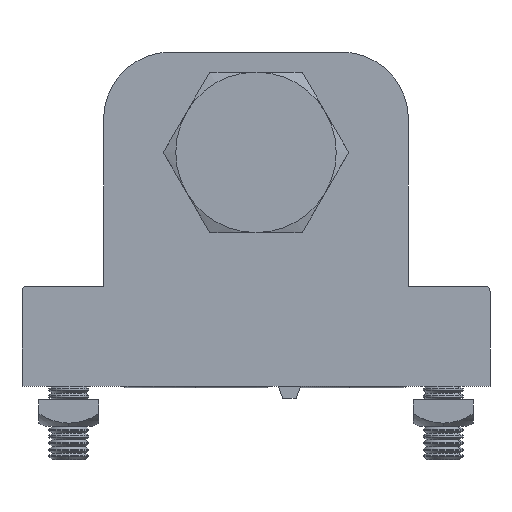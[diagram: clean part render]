
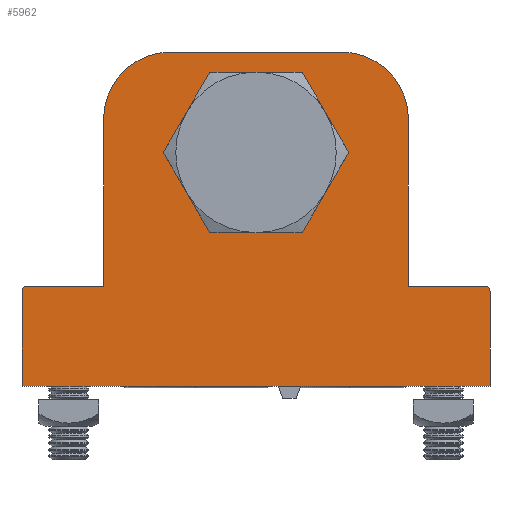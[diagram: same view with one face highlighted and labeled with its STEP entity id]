
A CAD part, left-side view. The second image highlights one B-rep face of the part: STEP entity #5962.
In plain terms, the highlighted planar face has unit normal (-1, 0, 0).
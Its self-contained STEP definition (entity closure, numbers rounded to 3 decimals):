
#26 = ORIENTED_EDGE ( 'NONE', *, *, #4748, .F. ) ;
#84 = AXIS2_PLACEMENT_3D ( 'NONE', #13319, #7228, #3907 ) ;
#388 = FACE_BOUND ( 'NONE', #16753, .T. ) ;
#518 = CARTESIAN_POINT ( 'NONE',  ( -25., 0., -50. ) ) ;
#580 = CARTESIAN_POINT ( 'NONE',  ( -25., 47.8, -10. ) ) ;
#649 = AXIS2_PLACEMENT_3D ( 'NONE', #6673, #14427, #14555 ) ;
#911 = CARTESIAN_POINT ( 'NONE',  ( -25., 70., -35.8 ) ) ;
#986 = ORIENTED_EDGE ( 'NONE', *, *, #10522, .T. ) ;
#1056 = CARTESIAN_POINT ( 'NONE',  ( -25., 12.2, -35. ) ) ;
#1607 = LINE ( 'NONE', #3520, #6292 ) ;
#1968 = DIRECTION ( 'NONE',  ( 0., 1., 0. ) ) ;
#2151 = CARTESIAN_POINT ( 'NONE',  ( -25., 57.8, 5.34 ) ) ;
#2223 = VERTEX_POINT ( 'NONE', #911 ) ;
#2295 = CARTESIAN_POINT ( 'NONE',  ( -25., 0., -35.8 ) ) ;
#2625 = VECTOR ( 'NONE', #16590, 1000. ) ;
#2929 = DIRECTION ( 'NONE',  ( 0., 0., 1. ) ) ;
#3066 = CARTESIAN_POINT ( 'NONE',  ( -25., 70., 0. ) ) ;
#3140 = AXIS2_PLACEMENT_3D ( 'NONE', #580, #11562, #13158 ) ;
#3177 = ORIENTED_EDGE ( 'NONE', *, *, #4462, .T. ) ;
#3247 = CIRCLE ( 'NONE', #649, 0.8 ) ;
#3311 = DIRECTION ( 'NONE',  ( 1., 0., 0. ) ) ;
#3338 = ORIENTED_EDGE ( 'NONE', *, *, #17800, .T. ) ;
#3379 = CARTESIAN_POINT ( 'NONE',  ( -25., 57.8, -10. ) ) ;
#3390 = VERTEX_POINT ( 'NONE', #14360 ) ;
#3520 = CARTESIAN_POINT ( 'NONE',  ( -25., 57.8, -35. ) ) ;
#3541 = CARTESIAN_POINT ( 'NONE',  ( -25., 69.2, -35. ) ) ;
#3555 = DIRECTION ( 'NONE',  ( 0., 1., 0. ) ) ;
#3665 = VERTEX_POINT ( 'NONE', #2295 ) ;
#3712 = CARTESIAN_POINT ( 'NONE',  ( -25., 45.5, -15. ) ) ;
#3806 = ORIENTED_EDGE ( 'NONE', *, *, #14087, .T. ) ;
#3907 = DIRECTION ( 'NONE',  ( 0., 0., 1. ) ) ;
#4062 = LINE ( 'NONE', #16098, #9011 ) ;
#4379 = VECTOR ( 'NONE', #7049, 1000. ) ;
#4462 = EDGE_CURVE ( 'NONE', #5434, #15122, #12716, .T. ) ;
#4533 = CARTESIAN_POINT ( 'NONE',  ( -25., 22.2, -10. ) ) ;
#4580 = CIRCLE ( 'NONE', #3140, 10. ) ;
#4623 = VERTEX_POINT ( 'NONE', #3379 ) ;
#4637 = ORIENTED_EDGE ( 'NONE', *, *, #18716, .T. ) ;
#4748 = EDGE_CURVE ( 'NONE', #3665, #9970, #14293, .T. ) ;
#5405 = ORIENTED_EDGE ( 'NONE', *, *, #13255, .T. ) ;
#5434 = VERTEX_POINT ( 'NONE', #3712 ) ;
#5682 = VECTOR ( 'NONE', #1968, 1000. ) ;
#5715 = CARTESIAN_POINT ( 'NONE',  ( -25., 12.2, -35. ) ) ;
#5951 = EDGE_CURVE ( 'NONE', #10999, #4623, #4580, .T. ) ;
#5962 = ADVANCED_FACE ( 'NONE', ( #12925, #388 ), #19325, .F. ) ;
#6054 = CARTESIAN_POINT ( 'NONE',  ( -25., 12.2, 4.062 ) ) ;
#6072 = CARTESIAN_POINT ( 'NONE',  ( -25., 0., -50. ) ) ;
#6091 = CIRCLE ( 'NONE', #84, 0.8 ) ;
#6196 = DIRECTION ( 'NONE',  ( 0., 0., 1. ) ) ;
#6231 = VERTEX_POINT ( 'NONE', #1056 ) ;
#6292 = VECTOR ( 'NONE', #13055, 1000. ) ;
#6483 = ORIENTED_EDGE ( 'NONE', *, *, #14364, .F. ) ;
#6673 = CARTESIAN_POINT ( 'NONE',  ( -25., 0.8, -35.8 ) ) ;
#6959 = CARTESIAN_POINT ( 'NONE',  ( -25., 0., 0. ) ) ;
#7049 = DIRECTION ( 'NONE',  ( 0., 1., 0. ) ) ;
#7228 = DIRECTION ( 'NONE',  ( -1., 0., 0. ) ) ;
#7243 = CIRCLE ( 'NONE', #11894, 10. ) ;
#7327 = AXIS2_PLACEMENT_3D ( 'NONE', #16773, #18373, #2929 ) ;
#7897 = DIRECTION ( 'NONE',  ( 0., 0., -1. ) ) ;
#8591 = CIRCLE ( 'NONE', #7327, 10.5 ) ;
#8753 = EDGE_CURVE ( 'NONE', #3390, #6231, #19670, .T. ) ;
#8814 = EDGE_CURVE ( 'NONE', #15122, #5434, #8591, .T. ) ;
#8900 = CARTESIAN_POINT ( 'NONE',  ( -25., 47.8, 0. ) ) ;
#9011 = VECTOR ( 'NONE', #3555, 1000. ) ;
#9663 = VERTEX_POINT ( 'NONE', #3541 ) ;
#9876 = LINE ( 'NONE', #518, #5682 ) ;
#9970 = VERTEX_POINT ( 'NONE', #6072 ) ;
#10121 = ORIENTED_EDGE ( 'NONE', *, *, #5951, .T. ) ;
#10522 = EDGE_CURVE ( 'NONE', #9663, #2223, #6091, .T. ) ;
#10767 = VERTEX_POINT ( 'NONE', #16813 ) ;
#10827 = CARTESIAN_POINT ( 'NONE',  ( -25., 24.5, -15. ) ) ;
#10999 = VERTEX_POINT ( 'NONE', #8900 ) ;
#11041 = ORIENTED_EDGE ( 'NONE', *, *, #19112, .T. ) ;
#11111 = VERTEX_POINT ( 'NONE', #15614 ) ;
#11434 = CARTESIAN_POINT ( 'NONE',  ( -25., 0., 0. ) ) ;
#11562 = DIRECTION ( 'NONE',  ( -1., 0., 0. ) ) ;
#11614 = VERTEX_POINT ( 'NONE', #16847 ) ;
#11894 = AXIS2_PLACEMENT_3D ( 'NONE', #4533, #20267, #6196 ) ;
#12083 = LINE ( 'NONE', #6054, #16515 ) ;
#12188 = EDGE_CURVE ( 'NONE', #3665, #3390, #3247, .T. ) ;
#12716 = CIRCLE ( 'NONE', #15714, 10.5 ) ;
#12925 = FACE_OUTER_BOUND ( 'NONE', #16197, .T. ) ;
#13055 = DIRECTION ( 'NONE',  ( 0., 1., 0. ) ) ;
#13158 = DIRECTION ( 'NONE',  ( 0., 0., 1. ) ) ;
#13255 = EDGE_CURVE ( 'NONE', #10767, #10999, #4062, .T. ) ;
#13319 = CARTESIAN_POINT ( 'NONE',  ( -25., 69.2, -35.8 ) ) ;
#13346 = VERTEX_POINT ( 'NONE', #19127 ) ;
#14083 = AXIS2_PLACEMENT_3D ( 'NONE', #11434, #16243, #19530 ) ;
#14087 = EDGE_CURVE ( 'NONE', #6231, #13346, #12083, .T. ) ;
#14293 = LINE ( 'NONE', #6959, #15992 ) ;
#14360 = CARTESIAN_POINT ( 'NONE',  ( -25., 0.8, -35. ) ) ;
#14364 = EDGE_CURVE ( 'NONE', #9970, #11614, #9876, .T. ) ;
#14427 = DIRECTION ( 'NONE',  ( -1., 0., 0. ) ) ;
#14555 = DIRECTION ( 'NONE',  ( 0., 0., 1. ) ) ;
#14961 = DIRECTION ( 'NONE',  ( 0., 0., -1. ) ) ;
#14981 = ORIENTED_EDGE ( 'NONE', *, *, #8753, .T. ) ;
#15122 = VERTEX_POINT ( 'NONE', #10827 ) ;
#15590 = DIRECTION ( 'NONE',  ( 0., 0., 1. ) ) ;
#15614 = CARTESIAN_POINT ( 'NONE',  ( -25., 57.8, -35. ) ) ;
#15714 = AXIS2_PLACEMENT_3D ( 'NONE', #17201, #3311, #15590 ) ;
#15992 = VECTOR ( 'NONE', #14961, 1000. ) ;
#16098 = CARTESIAN_POINT ( 'NONE',  ( -25., 0., 0. ) ) ;
#16197 = EDGE_LOOP ( 'NONE', ( #26, #20173, #14981, #3806, #4637, #5405, #10121, #11041, #17821, #986, #3338, #6483 ) ) ;
#16243 = DIRECTION ( 'NONE',  ( 1., 0., 0. ) ) ;
#16515 = VECTOR ( 'NONE', #16978, 1000. ) ;
#16590 = DIRECTION ( 'NONE',  ( 0., 0., -1. ) ) ;
#16753 = EDGE_LOOP ( 'NONE', ( #3177, #18458 ) ) ;
#16773 = CARTESIAN_POINT ( 'NONE',  ( -25., 35., -15. ) ) ;
#16813 = CARTESIAN_POINT ( 'NONE',  ( -25., 22.2, 0. ) ) ;
#16847 = CARTESIAN_POINT ( 'NONE',  ( -25., 70., -50. ) ) ;
#16978 = DIRECTION ( 'NONE',  ( 0., 0., 1. ) ) ;
#17201 = CARTESIAN_POINT ( 'NONE',  ( -25., 35., -15. ) ) ;
#17800 = EDGE_CURVE ( 'NONE', #2223, #11614, #19852, .T. ) ;
#17821 = ORIENTED_EDGE ( 'NONE', *, *, #19508, .T. ) ;
#18373 = DIRECTION ( 'NONE',  ( 1., 0., 0. ) ) ;
#18458 = ORIENTED_EDGE ( 'NONE', *, *, #8814, .T. ) ;
#18716 = EDGE_CURVE ( 'NONE', #13346, #10767, #7243, .T. ) ;
#19112 = EDGE_CURVE ( 'NONE', #4623, #11111, #19144, .T. ) ;
#19127 = CARTESIAN_POINT ( 'NONE',  ( -25., 12.2, -10. ) ) ;
#19144 = LINE ( 'NONE', #2151, #2625 ) ;
#19325 = PLANE ( 'NONE',  #14083 ) ;
#19508 = EDGE_CURVE ( 'NONE', #11111, #9663, #1607, .T. ) ;
#19530 = DIRECTION ( 'NONE',  ( 0., 0., 1. ) ) ;
#19670 = LINE ( 'NONE', #5715, #4379 ) ;
#19852 = LINE ( 'NONE', #3066, #20345 ) ;
#20173 = ORIENTED_EDGE ( 'NONE', *, *, #12188, .T. ) ;
#20267 = DIRECTION ( 'NONE',  ( -1., 0., 0. ) ) ;
#20345 = VECTOR ( 'NONE', #7897, 1000. ) ;
